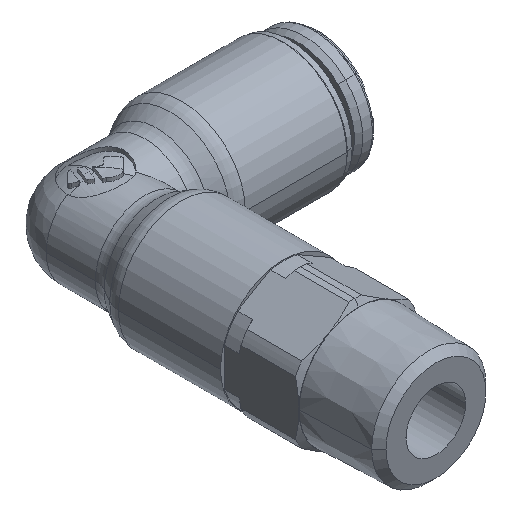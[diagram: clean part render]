
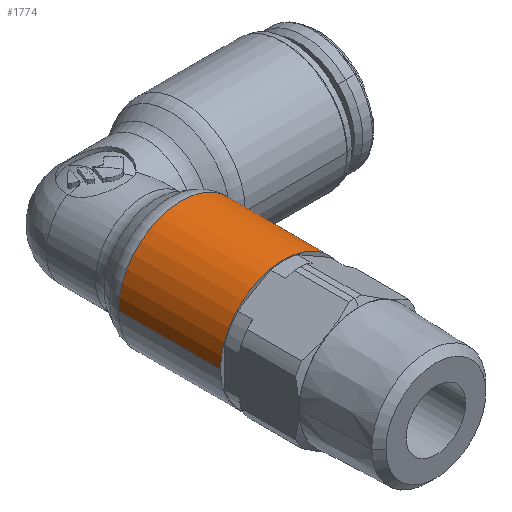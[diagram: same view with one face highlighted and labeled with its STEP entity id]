
A CAD part, isometric view. The second image highlights one B-rep face of the part: STEP entity #1774.
In plain terms, the highlighted cylindrical face has radius 5.325 mm (diameter 10.65 mm), a partial arc.
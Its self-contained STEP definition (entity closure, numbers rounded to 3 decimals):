
#1774=ADVANCED_FACE('',(#3816),#3817,.T.);
#3816=FACE_OUTER_BOUND('',#6932,.T.);
#3817=CYLINDRICAL_SURFACE('',#6933,5.325);
#6932=EDGE_LOOP('',(#12752,#12753,#12754,#12755,#12756));
#6933=AXIS2_PLACEMENT_3D('',#12757,#12758,#12759);
#12752=ORIENTED_EDGE('',*,*,#17147,.T.);
#12753=ORIENTED_EDGE('',*,*,#17084,.T.);
#12754=ORIENTED_EDGE('',*,*,#17230,.T.);
#12755=ORIENTED_EDGE('',*,*,#17149,.T.);
#12756=ORIENTED_EDGE('',*,*,#17646,.F.);
#12757=CARTESIAN_POINT('',(0.0,-16.798,0.0));
#12758=DIRECTION('',(0.0,-1.0,0.0));
#12759=DIRECTION('',(1.0,0.0,0.0));
#17084=EDGE_CURVE('',#20879,#20876,#20880,.T.);
#17147=EDGE_CURVE('',#20968,#20879,#20969,.T.);
#17149=EDGE_CURVE('',#20972,#20970,#20973,.T.);
#17230=EDGE_CURVE('',#20876,#20972,#21087,.T.);
#17646=EDGE_CURVE('',#20968,#20970,#21631,.T.);
#20876=VERTEX_POINT('',#27530);
#20879=VERTEX_POINT('',#27533);
#20880=CIRCLE('',#27534,5.325);
#20968=VERTEX_POINT('',#27661);
#20969=LINE('',#27662,#27663);
#20970=VERTEX_POINT('',#27664);
#20972=VERTEX_POINT('',#27666);
#20973=LINE('',#27667,#27668);
#21087=CIRCLE('',#27832,5.325);
#21631=CIRCLE('',#29134,5.325);
#27530=CARTESIAN_POINT('',(-5.325,-7.236,0.004));
#27533=CARTESIAN_POINT('',(5.325,-7.236,0.));
#27534=AXIS2_PLACEMENT_3D('',#32538,#32539,#32540);
#27661=CARTESIAN_POINT('',(5.325,-15.8,0.));
#27662=CARTESIAN_POINT('',(5.325,-11.518,0.));
#27663=VECTOR('',#32631,1.0);
#27664=CARTESIAN_POINT('',(-5.325,-15.8,0.0));
#27666=CARTESIAN_POINT('',(-5.325,-7.236,0.0));
#27667=CARTESIAN_POINT('',(-5.325,-11.518,0.));
#27668=VECTOR('',#32635,1.0);
#27832=AXIS2_PLACEMENT_3D('',#32729,#32730,#32731);
#29134=AXIS2_PLACEMENT_3D('',#33206,#33207,#33208);
#32538=CARTESIAN_POINT('',(0.0,-7.236,0.0));
#32539=DIRECTION('',(0.0,-1.0,0.0));
#32540=DIRECTION('',(-1.0,0.0,0.0));
#32631=DIRECTION('',(-0.0,1.0,-0.0));
#32635=DIRECTION('',(0.0,-1.0,0.0));
#32729=CARTESIAN_POINT('',(0.0,-7.236,0.0));
#32730=DIRECTION('',(0.0,-1.0,0.0));
#32731=DIRECTION('',(-1.0,0.0,0.0));
#33206=CARTESIAN_POINT('',(0.0,-15.8,0.0));
#33207=DIRECTION('',(0.0,-1.0,0.0));
#33208=DIRECTION('',(-1.0,0.0,0.0));
